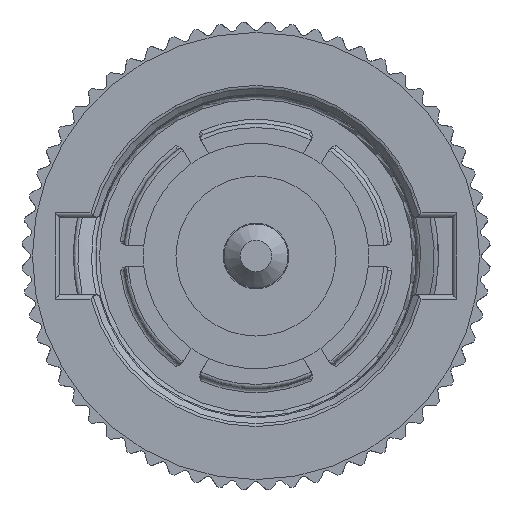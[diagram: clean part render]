
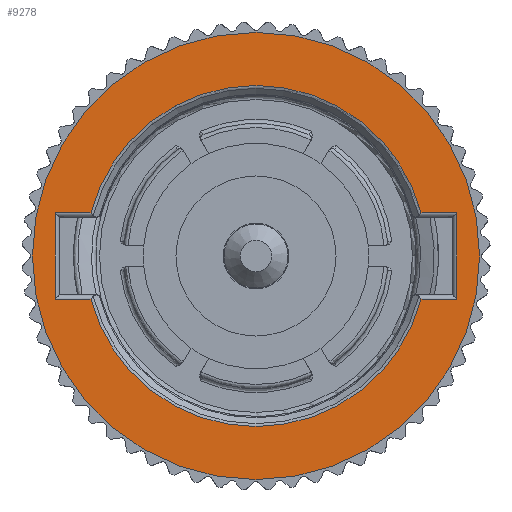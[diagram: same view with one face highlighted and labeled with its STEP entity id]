
A CAD part, left-side view. The second image highlights one B-rep face of the part: STEP entity #9278.
In plain terms, the highlighted planar face has unit normal (-1, 0, 0).
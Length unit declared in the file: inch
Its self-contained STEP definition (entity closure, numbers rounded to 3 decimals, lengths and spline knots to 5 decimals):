
#82=LINE('',#13753,#593);
#85=LINE('',#13765,#596);
#86=LINE('',#13784,#597);
#89=LINE('',#13794,#600);
#91=LINE('',#13799,#602);
#93=LINE('',#13804,#604);
#593=VECTOR('',#11304,0.3937);
#596=VECTOR('',#11315,0.3937);
#597=VECTOR('',#11338,0.3937);
#600=VECTOR('',#11347,0.3937);
#602=VECTOR('',#11353,0.3937);
#604=VECTOR('',#11359,0.3937);
#1820=FACE_BOUND('',#2672,.T.);
#1989=FACE_OUTER_BOUND('',#2671,.T.);
#2671=EDGE_LOOP('',(#6117));
#2672=EDGE_LOOP('',(#6118,#6119,#6120,#6121,#6122,#6123,#6124,#6125));
#3225=CIRCLE('',#9979,0.20782);
#3227=CIRCLE('',#9983,0.20782);
#3231=CIRCLE('',#10009,0.2725);
#3690=VERTEX_POINT('',#13751);
#3691=VERTEX_POINT('',#13752);
#3696=VERTEX_POINT('',#13764);
#3697=VERTEX_POINT('',#13768);
#3699=VERTEX_POINT('',#13774);
#3700=VERTEX_POINT('',#13775);
#3703=VERTEX_POINT('',#13783);
#3707=VERTEX_POINT('',#13793);
#3727=VERTEX_POINT('',#13849);
#4595=EDGE_CURVE('',#3690,#3691,#82,.T.);
#4601=EDGE_CURVE('',#3691,#3696,#85,.T.);
#4603=EDGE_CURVE('',#3697,#3690,#3225,.T.);
#4606=EDGE_CURVE('',#3699,#3700,#3227,.T.);
#4610=EDGE_CURVE('',#3700,#3703,#86,.T.);
#4615=EDGE_CURVE('',#3703,#3707,#89,.T.);
#4618=EDGE_CURVE('',#3707,#3697,#91,.T.);
#4621=EDGE_CURVE('',#3696,#3699,#93,.T.);
#4644=EDGE_CURVE('',#3727,#3727,#3231,.T.);
#6117=ORIENTED_EDGE('',*,*,#4644,.F.);
#6118=ORIENTED_EDGE('',*,*,#4606,.F.);
#6119=ORIENTED_EDGE('',*,*,#4621,.F.);
#6120=ORIENTED_EDGE('',*,*,#4601,.F.);
#6121=ORIENTED_EDGE('',*,*,#4595,.F.);
#6122=ORIENTED_EDGE('',*,*,#4603,.F.);
#6123=ORIENTED_EDGE('',*,*,#4618,.F.);
#6124=ORIENTED_EDGE('',*,*,#4615,.F.);
#6125=ORIENTED_EDGE('',*,*,#4610,.F.);
#8419=PLANE('',#10008);
#9278=ADVANCED_FACE('',(#1989,#1820),#8419,.T.);
#9979=AXIS2_PLACEMENT_3D('',#13769,#11320,#11321);
#9983=AXIS2_PLACEMENT_3D('',#13776,#11328,#11329);
#10008=AXIS2_PLACEMENT_3D('',#13848,#11399,#11400);
#10009=AXIS2_PLACEMENT_3D('',#13850,#11401,#11402);
#11304=DIRECTION('',(0.,1.,0.));
#11315=DIRECTION('',(0.,0.,-1.));
#11320=DIRECTION('center_axis',(-1.,0.,0.));
#11321=DIRECTION('ref_axis',(0.,0.,1.));
#11328=DIRECTION('center_axis',(-1.,0.,0.));
#11329=DIRECTION('ref_axis',(0.,0.,-1.));
#11338=DIRECTION('',(0.,-1.,0.));
#11347=DIRECTION('',(0.,0.,1.));
#11353=DIRECTION('',(0.,1.,0.));
#11359=DIRECTION('',(0.,-1.,0.));
#11399=DIRECTION('center_axis',(-1.,0.,0.));
#11400=DIRECTION('ref_axis',(0.,0.,1.));
#11401=DIRECTION('center_axis',(1.,0.,0.));
#11402=DIRECTION('ref_axis',(0.,1.,0.));
#13751=CARTESIAN_POINT('',(0.,0.20108,0.0525));
#13752=CARTESIAN_POINT('',(0.,0.2449,0.0525));
#13753=CARTESIAN_POINT('',(0.,0.16307,0.0525));
#13764=CARTESIAN_POINT('',(0.,0.2449,-0.0525));
#13765=CARTESIAN_POINT('',(0.,0.2449,0.02375));
#13768=CARTESIAN_POINT('',(0.,-0.20108,0.0525));
#13769=CARTESIAN_POINT('Origin',(0.,0.,0.));
#13774=CARTESIAN_POINT('',(0.,0.20108,-0.0525));
#13775=CARTESIAN_POINT('',(0.,-0.20108,-0.0525));
#13776=CARTESIAN_POINT('Origin',(0.,0.,0.));
#13783=CARTESIAN_POINT('',(0.,-0.2449,-0.0525));
#13784=CARTESIAN_POINT('',(0.,-0.02682,-0.0525));
#13793=CARTESIAN_POINT('',(0.,-0.2449,0.0525));
#13794=CARTESIAN_POINT('',(0.,-0.2449,-0.02375));
#13799=CARTESIAN_POINT('',(0.,-0.05182,0.0525));
#13804=CARTESIAN_POINT('',(0.,0.18807,-0.0525));
#13848=CARTESIAN_POINT('Origin',(0.,0.13625,0.));
#13849=CARTESIAN_POINT('',(0.,0.2725,0.));
#13850=CARTESIAN_POINT('Origin',(0.,0.,0.));
